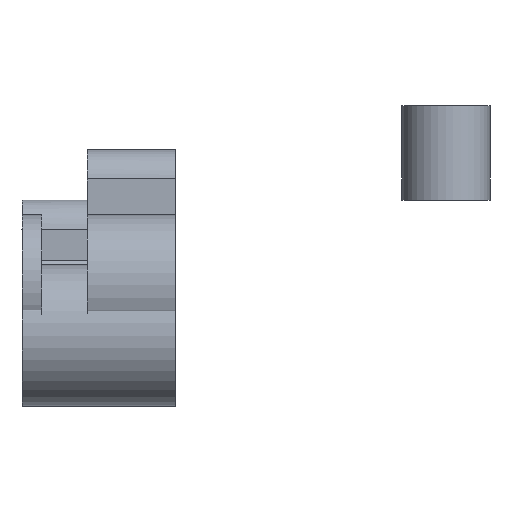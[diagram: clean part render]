
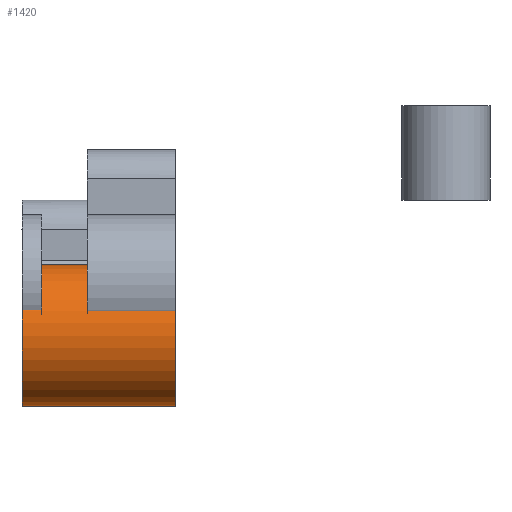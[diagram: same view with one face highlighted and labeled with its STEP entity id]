
A CAD part, left-side view. The second image highlights one B-rep face of the part: STEP entity #1420.
In plain terms, the highlighted cylindrical face has radius 4 mm (diameter 8 mm), a partial arc.
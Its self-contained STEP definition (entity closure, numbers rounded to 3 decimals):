
#184=FACE_OUTER_BOUND('',#264,.T.);
#264=EDGE_LOOP('',(#1087,#1088,#1089,#1090));
#384=LINE('',#2476,#520);
#385=LINE('',#2482,#521);
#520=VECTOR('',#1760,10.);
#521=VECTOR('',#1767,10.);
#615=CIRCLE('',#1551,4.);
#616=CIRCLE('',#1552,4.);
#691=VERTEX_POINT('',#2472);
#692=VERTEX_POINT('',#2474);
#693=VERTEX_POINT('',#2478);
#694=VERTEX_POINT('',#2480);
#852=EDGE_CURVE('',#691,#692,#384,.T.);
#853=EDGE_CURVE('',#693,#691,#615,.T.);
#854=EDGE_CURVE('',#694,#692,#616,.T.);
#855=EDGE_CURVE('',#693,#694,#385,.T.);
#1087=ORIENTED_EDGE('',*,*,#853,.T.);
#1088=ORIENTED_EDGE('',*,*,#852,.T.);
#1089=ORIENTED_EDGE('',*,*,#854,.F.);
#1090=ORIENTED_EDGE('',*,*,#855,.F.);
#1378=CYLINDRICAL_SURFACE('',#1550,4.);
#1420=ADVANCED_FACE('',(#184),#1378,.T.);
#1550=AXIS2_PLACEMENT_3D('',#2477,#1761,#1762);
#1551=AXIS2_PLACEMENT_3D('',#2479,#1763,#1764);
#1552=AXIS2_PLACEMENT_3D('',#2481,#1765,#1766);
#1760=DIRECTION('',(0.,1.,0.));
#1761=DIRECTION('center_axis',(0.,1.,0.));
#1762=DIRECTION('ref_axis',(0.,0.,1.));
#1763=DIRECTION('center_axis',(0.,1.,0.));
#1764=DIRECTION('ref_axis',(0.,0.,1.));
#1765=DIRECTION('center_axis',(0.,1.,0.));
#1766=DIRECTION('ref_axis',(0.,0.,1.));
#1767=DIRECTION('',(0.,1.,0.));
#2472=CARTESIAN_POINT('',(-15.,60.75,17.257));
#2474=CARTESIAN_POINT('',(-15.,69.43,17.257));
#2476=CARTESIAN_POINT('',(-15.,60.75,17.257));
#2477=CARTESIAN_POINT('Origin',(-15.,60.75,13.257));
#2478=CARTESIAN_POINT('',(-15.002,60.75,9.257));
#2479=CARTESIAN_POINT('Origin',(-15.,60.75,13.257));
#2480=CARTESIAN_POINT('',(-15.002,69.43,9.257));
#2481=CARTESIAN_POINT('Origin',(-15.,69.43,13.257));
#2482=CARTESIAN_POINT('',(-15.002,60.75,9.257));
